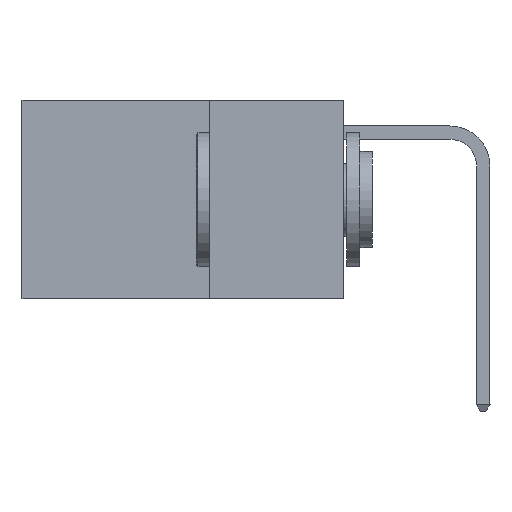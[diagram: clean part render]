
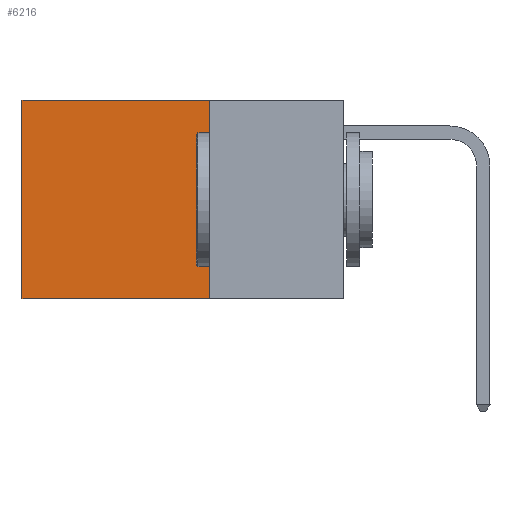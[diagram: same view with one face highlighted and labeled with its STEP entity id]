
A CAD part, left-side view. The second image highlights one B-rep face of the part: STEP entity #6216.
In plain terms, the highlighted planar face has unit normal (-1, 0, 0).
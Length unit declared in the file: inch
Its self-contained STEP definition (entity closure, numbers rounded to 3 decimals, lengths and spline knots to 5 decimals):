
#129 = FACE_OUTER_BOUND ( 'NONE', #4238, .T. ) ;
#258 = CARTESIAN_POINT ( 'NONE',  ( 0.2625, 0.6, 0. ) ) ;
#688 = CARTESIAN_POINT ( 'NONE',  ( 0.2625, 0.6, -0.37 ) ) ;
#814 = CARTESIAN_POINT ( 'NONE',  ( 0.2625, 0.6, 0. ) ) ;
#1133 = VECTOR ( 'NONE', #7839, 39.37008 ) ;
#1175 = EDGE_CURVE ( 'NONE', #2774, #8493, #10318, .T. ) ;
#1755 = ORIENTED_EDGE ( 'NONE', *, *, #1772, .F. ) ;
#1759 = VECTOR ( 'NONE', #8573, 39.37008 ) ;
#1772 = EDGE_CURVE ( 'NONE', #7178, #8493, #9617, .T. ) ;
#1959 = CARTESIAN_POINT ( 'NONE',  ( 0.2625, 0.25, 0. ) ) ;
#2774 = VERTEX_POINT ( 'NONE', #814 ) ;
#3152 = EDGE_CURVE ( 'NONE', #5414, #2774, #7027, .T. ) ;
#3221 = DIRECTION ( 'NONE',  ( 1., 0., 0. ) ) ;
#4200 = PLANE ( 'NONE',  #5861 ) ;
#4238 = EDGE_LOOP ( 'NONE', ( #7498, #1755, #12916, #7261 ) ) ;
#4393 = CARTESIAN_POINT ( 'NONE',  ( 0.2625, 0.25, -0.37 ) ) ;
#5288 = DIRECTION ( 'NONE',  ( 0., 0., -1. ) ) ;
#5414 = VERTEX_POINT ( 'NONE', #7925 ) ;
#5612 = EDGE_CURVE ( 'NONE', #5414, #7178, #7075, .T. ) ;
#5861 = AXIS2_PLACEMENT_3D ( 'NONE', #8266, #3221, #11327 ) ;
#6216 = ADVANCED_FACE ( 'NONE', ( #129 ), #4200, .F. ) ;
#7027 = LINE ( 'NONE', #11094, #1133 ) ;
#7075 = LINE ( 'NONE', #1959, #7783 ) ;
#7178 = VERTEX_POINT ( 'NONE', #12076 ) ;
#7261 = ORIENTED_EDGE ( 'NONE', *, *, #3152, .T. ) ;
#7498 = ORIENTED_EDGE ( 'NONE', *, *, #1175, .T. ) ;
#7783 = VECTOR ( 'NONE', #12793, 39.37008 ) ;
#7839 = DIRECTION ( 'NONE',  ( 0., 1., 0. ) ) ;
#7925 = CARTESIAN_POINT ( 'NONE',  ( 0.2625, 0.25, 0. ) ) ;
#8266 = CARTESIAN_POINT ( 'NONE',  ( 0.2625, 0.25, 0. ) ) ;
#8493 = VERTEX_POINT ( 'NONE', #688 ) ;
#8573 = DIRECTION ( 'NONE',  ( 0., 1., 0. ) ) ;
#9617 = LINE ( 'NONE', #4393, #1759 ) ;
#10318 = LINE ( 'NONE', #258, #10707 ) ;
#10707 = VECTOR ( 'NONE', #5288, 39.37008 ) ;
#11094 = CARTESIAN_POINT ( 'NONE',  ( 0.2625, 0.25, 0. ) ) ;
#11327 = DIRECTION ( 'NONE',  ( 0., 0., -1. ) ) ;
#12076 = CARTESIAN_POINT ( 'NONE',  ( 0.2625, 0.25, -0.37 ) ) ;
#12793 = DIRECTION ( 'NONE',  ( 0., 0., -1. ) ) ;
#12916 = ORIENTED_EDGE ( 'NONE', *, *, #5612, .F. ) ;
